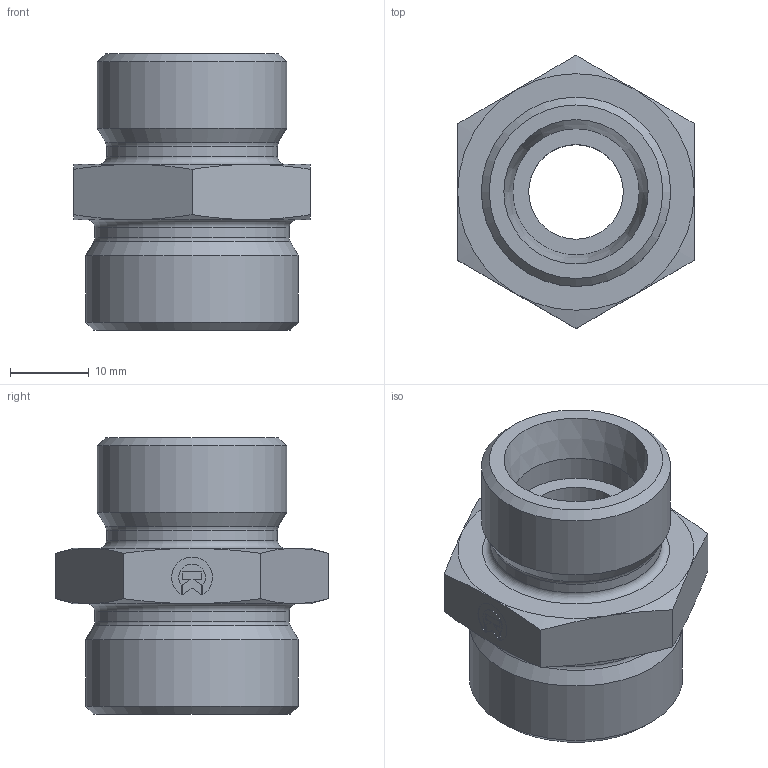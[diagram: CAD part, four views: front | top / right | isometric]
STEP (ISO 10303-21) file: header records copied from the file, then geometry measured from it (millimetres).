
FILE_DESCRIPTION((''),'2;1');
FILE_NAME('31518162724.stp','2014-08-19T11:55:46',(''),('KNOMI spol. s r. o.'),'Autodesk Inventor 2012','Autodesk Inventor 2012','');
FILE_SCHEMA(('AUTOMOTIVE_DESIGN { 1 2 10303 214 0 1 1 1 }'));
Length unit declared in the file: millimetre
Products named in the file (1): PSR2 Js16/16S M27x1.5/M24x1
Bounding box: 30.01 x 34.64 x 35 mm (x, y, z)
Volume: 12548.5 mm3; surface area: 5793.3 mm2
Topology: 1 solids, 1 shells, 76 faces, 179 edges, 113 vertices
Faces by surface type: plane 42, cone 19, cylinder 11, torus 4
Full cylindrical faces by diameter (mm): 12 x1, 16 x1, 18 x1, 21.7 x1, 24 x1, 24.7 x1, 27 x1
Entity records: 2034 total; most frequent: CARTESIAN_POINT 391, DIRECTION 330, ORIENTED_EDGE 314, EDGE_CURVE 157, AXIS2_PLACEMENT_3D 120, VERTEX_POINT 109, EDGE_LOOP 104, VECTOR 90
